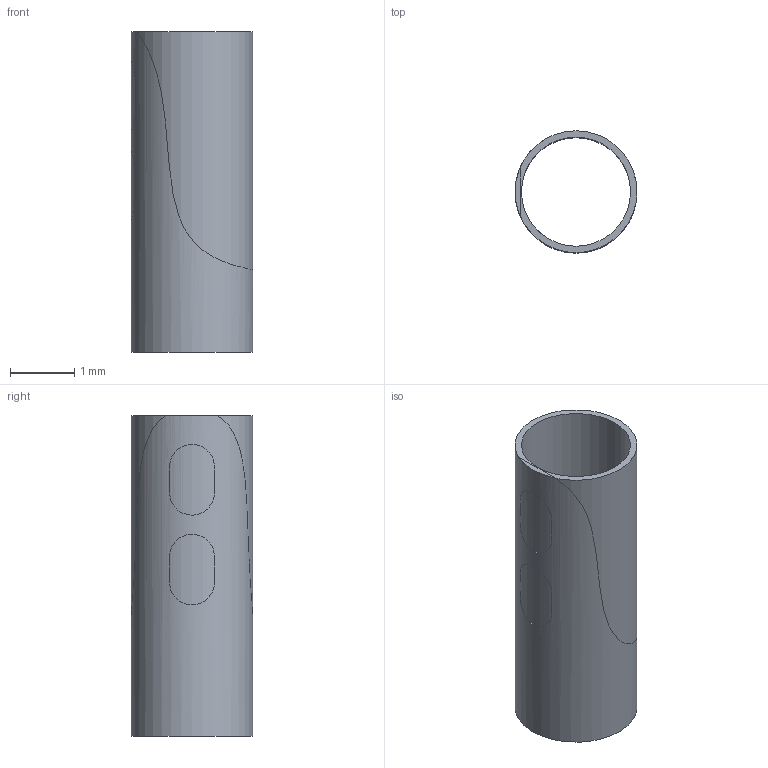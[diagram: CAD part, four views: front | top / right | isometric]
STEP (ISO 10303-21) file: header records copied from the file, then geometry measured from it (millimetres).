
FILE_DESCRIPTION(('FreeCAD Model'),'2;1');
FILE_NAME('DIN-SolderablePin.stp','2020-05-16T09:28:30',('Author'),(''), 'Open CASCADE STEP processor 7.3','FreeCAD','Unknown');
FILE_SCHEMA(('AUTOMOTIVE_DESIGN_CC2 { 1 2 10303 214 -1 1 5 4 }'));
Length unit declared in the file: millimetre
Products named in the file (4): Body; Pocket; Pad; SolderablePin
Bounding box: 1.9 x 1.9 x 5 mm (x, y, z)
Volume: 7.1 mm3; surface area: 150.3 mm2
Topology: 4 solids, 4 shells, 35 faces, 84 edges, 57 vertices
Faces by surface type: cylinder 16, plane 16, extrusion 3
Full cylindrical faces by diameter (mm): 1.7 x4, 1.9 x4
Entity records: 8100 total; most frequent: CARTESIAN_POINT 6430, DIRECTION 234, ORIENTED_EDGE 168, PCURVE 168, DEFINITIONAL_REPRESENTATION 168, VECTOR 129, LINE 126, B_SPLINE_CURVE_WITH_KNOTS 103
